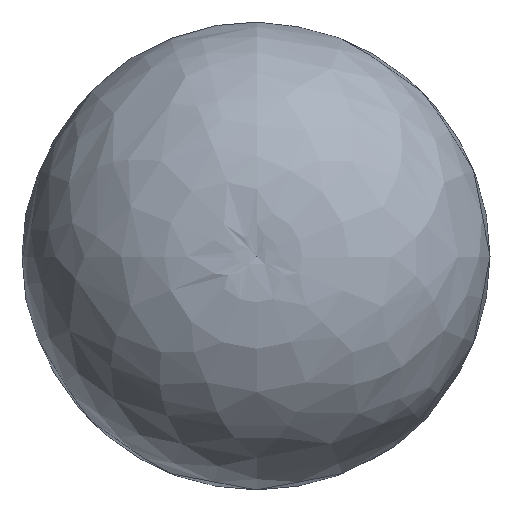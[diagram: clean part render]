
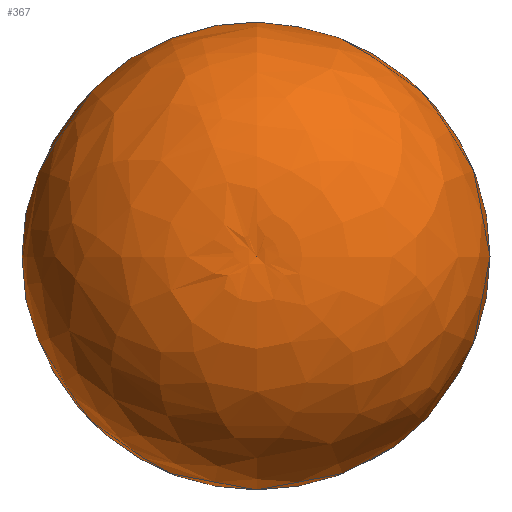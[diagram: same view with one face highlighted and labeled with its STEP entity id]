
A CAD part, left-side view. The second image highlights one B-rep face of the part: STEP entity #367.
In plain terms, the highlighted free-form (B-spline) face has degree [2, 2] with [5, 9] control points.
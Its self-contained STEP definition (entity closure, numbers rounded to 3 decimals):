
#15=(
BOUNDED_SURFACE()
B_SPLINE_SURFACE(2,2,((#655,#656,#657,#658,#659,#660,#661,#662,#663),(#664,
#665,#666,#667,#668,#669,#670,#671,#672),(#673,#674,#675,#676,#677,#678,
#679,#680,#681),(#682,#683,#684,#685,#686,#687,#688,#689,#690),(#691,#692,
#693,#694,#695,#696,#697,#698,#699)),.UNSPECIFIED.,.F.,.T.,.F.)
B_SPLINE_SURFACE_WITH_KNOTS((3,2,3),(3,2,2,2,3),(-1.735,-0.81,
0.115),(-3.142,-1.571,0.,1.571,
3.142),.UNSPECIFIED.)
GEOMETRIC_REPRESENTATION_ITEM()
RATIONAL_B_SPLINE_SURFACE(((1.,0.707,1.,0.707,1.,
0.707,1.,0.707,1.),(0.895,0.633,
0.895,0.633,0.895,0.633,
0.895,0.633,0.895),(1.,0.707,
1.,0.707,1.,0.707,1.,0.707,1.),(0.895,
0.633,0.895,0.633,0.895,
0.633,0.895,0.633,0.895),
(1.,0.707,1.,0.707,1.,0.707,1.,0.707,
1.)))
REPRESENTATION_ITEM('')
SURFACE()
);
#41=CIRCLE('',#431,20.827);
#42=CIRCLE('',#432,20.827);
#43=CIRCLE('',#433,18.);
#77=FACE_OUTER_BOUND('',#98,.T.);
#98=EDGE_LOOP('',(#288,#289,#290,#291));
#164=VERTEX_POINT('',#650);
#165=VERTEX_POINT('',#652);
#166=VERTEX_POINT('',#700);
#209=EDGE_CURVE('',#164,#165,#41,.T.);
#210=EDGE_CURVE('',#165,#164,#42,.T.);
#211=EDGE_CURVE('',#165,#166,#43,.T.);
#288=ORIENTED_EDGE('',*,*,#209,.F.);
#289=ORIENTED_EDGE('',*,*,#210,.F.);
#290=ORIENTED_EDGE('',*,*,#211,.T.);
#291=ORIENTED_EDGE('',*,*,#211,.F.);
#367=ADVANCED_FACE('',(#77),#15,.F.);
#431=AXIS2_PLACEMENT_3D('',#653,#535,#536);
#432=AXIS2_PLACEMENT_3D('',#654,#537,#538);
#433=AXIS2_PLACEMENT_3D('',#701,#539,#540);
#535=DIRECTION('center_axis',(1.,0.,0.));
#536=DIRECTION('ref_axis',(0.,1.,0.));
#537=DIRECTION('center_axis',(1.,0.,0.));
#538=DIRECTION('ref_axis',(0.,1.,0.));
#539=DIRECTION('center_axis',(0.,-1.,0.));
#540=DIRECTION('ref_axis',(0.,0.,1.));
#650=CARTESIAN_POINT('',(-18.874,-24.364,0.));
#652=CARTESIAN_POINT('',(-18.874,-3.537,20.827));
#653=CARTESIAN_POINT('Origin',(-18.874,-3.537,0.));
#654=CARTESIAN_POINT('Origin',(-18.874,-3.537,0.));
#655=CARTESIAN_POINT('Ctrl Pts',(-38.703,-3.537,0.));
#656=CARTESIAN_POINT('Ctrl Pts',(-38.703,-3.537,0.));
#657=CARTESIAN_POINT('Ctrl Pts',(-38.703,-3.537,0.));
#658=CARTESIAN_POINT('Ctrl Pts',(-38.703,-3.537,0.));
#659=CARTESIAN_POINT('Ctrl Pts',(-38.703,-3.537,0.));
#660=CARTESIAN_POINT('Ctrl Pts',(-38.703,-3.537,0.));
#661=CARTESIAN_POINT('Ctrl Pts',(-38.703,-3.537,0.));
#662=CARTESIAN_POINT('Ctrl Pts',(-38.703,-3.537,0.));
#663=CARTESIAN_POINT('Ctrl Pts',(-38.703,-3.537,0.));
#664=CARTESIAN_POINT('Ctrl Pts',(-40.173,-3.537,8.857));
#665=CARTESIAN_POINT('Ctrl Pts',(-40.173,-12.394,8.857));
#666=CARTESIAN_POINT('Ctrl Pts',(-40.173,-12.394,0.));
#667=CARTESIAN_POINT('Ctrl Pts',(-40.173,-12.394,-8.857));
#668=CARTESIAN_POINT('Ctrl Pts',(-40.173,-3.537,-8.857));
#669=CARTESIAN_POINT('Ctrl Pts',(-40.173,5.32,-8.857));
#670=CARTESIAN_POINT('Ctrl Pts',(-40.173,5.32,0.));
#671=CARTESIAN_POINT('Ctrl Pts',(-40.173,5.32,8.857));
#672=CARTESIAN_POINT('Ctrl Pts',(-40.173,-3.537,8.857));
#673=CARTESIAN_POINT('Ctrl Pts',(-33.982,-3.537,15.359));
#674=CARTESIAN_POINT('Ctrl Pts',(-33.982,-18.896,15.359));
#675=CARTESIAN_POINT('Ctrl Pts',(-33.982,-18.896,0.));
#676=CARTESIAN_POINT('Ctrl Pts',(-33.982,-18.896,-15.359));
#677=CARTESIAN_POINT('Ctrl Pts',(-33.982,-3.537,-15.359));
#678=CARTESIAN_POINT('Ctrl Pts',(-33.982,11.822,-15.359));
#679=CARTESIAN_POINT('Ctrl Pts',(-33.982,11.822,0.));
#680=CARTESIAN_POINT('Ctrl Pts',(-33.982,11.822,15.359));
#681=CARTESIAN_POINT('Ctrl Pts',(-33.982,-3.537,15.359));
#682=CARTESIAN_POINT('Ctrl Pts',(-27.792,-3.537,21.861));
#683=CARTESIAN_POINT('Ctrl Pts',(-27.792,-25.398,21.861));
#684=CARTESIAN_POINT('Ctrl Pts',(-27.792,-25.398,0.));
#685=CARTESIAN_POINT('Ctrl Pts',(-27.792,-25.398,-21.861));
#686=CARTESIAN_POINT('Ctrl Pts',(-27.792,-3.537,-21.861));
#687=CARTESIAN_POINT('Ctrl Pts',(-27.792,18.324,-21.861));
#688=CARTESIAN_POINT('Ctrl Pts',(-27.792,18.324,0.));
#689=CARTESIAN_POINT('Ctrl Pts',(-27.792,18.324,21.861));
#690=CARTESIAN_POINT('Ctrl Pts',(-27.792,-3.537,21.861));
#691=CARTESIAN_POINT('Ctrl Pts',(-18.874,-3.537,20.827));
#692=CARTESIAN_POINT('Ctrl Pts',(-18.874,-24.364,20.827));
#693=CARTESIAN_POINT('Ctrl Pts',(-18.874,-24.364,0.));
#694=CARTESIAN_POINT('Ctrl Pts',(-18.874,-24.364,-20.827));
#695=CARTESIAN_POINT('Ctrl Pts',(-18.874,-3.537,-20.827));
#696=CARTESIAN_POINT('Ctrl Pts',(-18.874,17.29,-20.827));
#697=CARTESIAN_POINT('Ctrl Pts',(-18.874,17.29,0.));
#698=CARTESIAN_POINT('Ctrl Pts',(-18.874,17.29,20.827));
#699=CARTESIAN_POINT('Ctrl Pts',(-18.874,-3.537,20.827));
#700=CARTESIAN_POINT('',(-38.703,-3.537,0.));
#701=CARTESIAN_POINT('Origin',(-20.946,-3.537,2.947));
